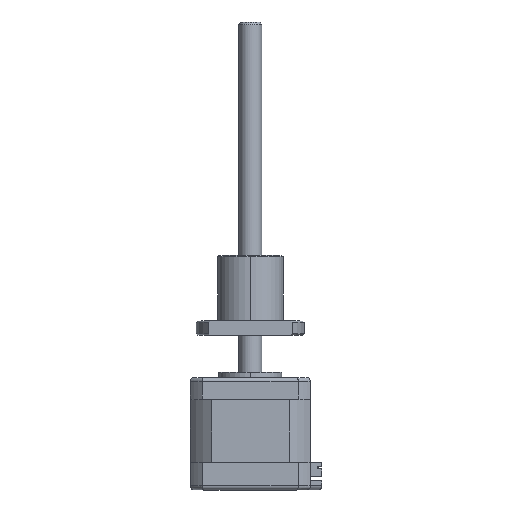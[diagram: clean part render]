
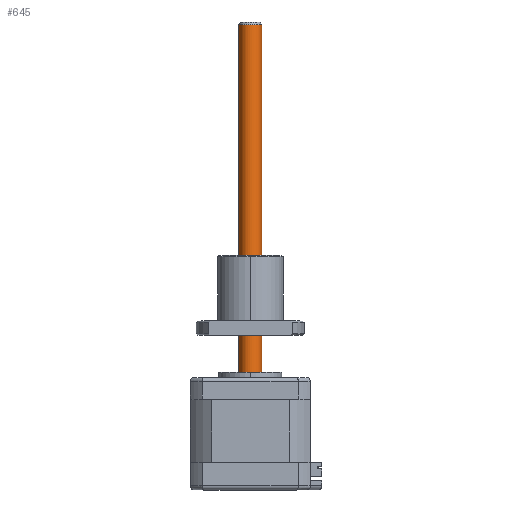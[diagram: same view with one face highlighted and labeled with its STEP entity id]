
A CAD part, top view. The second image highlights one B-rep face of the part: STEP entity #645.
In plain terms, the highlighted cylindrical face has radius 4 mm (diameter 8 mm), a partial arc.
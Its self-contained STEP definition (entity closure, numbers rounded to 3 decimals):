
#645 = ADVANCED_FACE ( 'NONE', ( #9039 ), #8732, .T. ) ;
#1322 = ORIENTED_EDGE ( 'NONE', *, *, #10178, .F. ) ;
#1636 = DIRECTION ( 'NONE',  ( 0., -1., 0. ) ) ;
#1730 = VECTOR ( 'NONE', #6930, 1000. ) ;
#1823 = LINE ( 'NONE', #9458, #8271 ) ;
#2136 = VERTEX_POINT ( 'NONE', #2335 ) ;
#2335 = CARTESIAN_POINT ( 'NONE',  ( -8.709, 141.843, 16.638 ) ) ;
#2952 = CARTESIAN_POINT ( 'NONE',  ( -4.709, 141.843, 16.638 ) ) ;
#3877 = DIRECTION ( 'NONE',  ( 1., 0., 0. ) ) ;
#3921 = EDGE_CURVE ( 'NONE', #9466, #2136, #6640, .T. ) ;
#4147 = LINE ( 'NONE', #6017, #1730 ) ;
#4322 = DIRECTION ( 'NONE',  ( -1., 0., 0. ) ) ;
#4811 = ORIENTED_EDGE ( 'NONE', *, *, #3921, .T. ) ;
#5176 = DIRECTION ( 'NONE',  ( 0., -1., 0. ) ) ;
#5829 = VERTEX_POINT ( 'NONE', #10868 ) ;
#5995 = VERTEX_POINT ( 'NONE', #6621 ) ;
#6017 = CARTESIAN_POINT ( 'NONE',  ( -0.709, 142.843, 16.638 ) ) ;
#6601 = CARTESIAN_POINT ( 'NONE',  ( -0.709, 141.843, 16.638 ) ) ;
#6621 = CARTESIAN_POINT ( 'NONE',  ( -0.709, 17.843, 16.638 ) ) ;
#6640 = CIRCLE ( 'NONE', #10543, 4. ) ;
#6930 = DIRECTION ( 'NONE',  ( 0., -1., 0. ) ) ;
#7373 = AXIS2_PLACEMENT_3D ( 'NONE', #10637, #5176, #11560 ) ;
#8051 = CARTESIAN_POINT ( 'NONE',  ( -4.709, 142.843, 16.638 ) ) ;
#8271 = VECTOR ( 'NONE', #8573, 1000. ) ;
#8416 = EDGE_CURVE ( 'NONE', #2136, #5829, #1823, .T. ) ;
#8573 = DIRECTION ( 'NONE',  ( 0., -1., 0. ) ) ;
#8732 = CYLINDRICAL_SURFACE ( 'NONE', #9579, 4. ) ;
#8963 = ORIENTED_EDGE ( 'NONE', *, *, #8416, .T. ) ;
#9039 = FACE_OUTER_BOUND ( 'NONE', #10929, .T. ) ;
#9121 = ORIENTED_EDGE ( 'NONE', *, *, #10213, .F. ) ;
#9367 = DIRECTION ( 'NONE',  ( 0., -1., 0. ) ) ;
#9458 = CARTESIAN_POINT ( 'NONE',  ( -8.709, 142.843, 16.638 ) ) ;
#9466 = VERTEX_POINT ( 'NONE', #6601 ) ;
#9579 = AXIS2_PLACEMENT_3D ( 'NONE', #8051, #1636, #4322 ) ;
#10178 = EDGE_CURVE ( 'NONE', #9466, #5995, #4147, .T. ) ;
#10213 = EDGE_CURVE ( 'NONE', #5995, #5829, #11152, .T. ) ;
#10543 = AXIS2_PLACEMENT_3D ( 'NONE', #2952, #9367, #3877 ) ;
#10637 = CARTESIAN_POINT ( 'NONE',  ( -4.709, 17.843, 16.638 ) ) ;
#10868 = CARTESIAN_POINT ( 'NONE',  ( -8.709, 17.843, 16.638 ) ) ;
#10929 = EDGE_LOOP ( 'NONE', ( #1322, #4811, #8963, #9121 ) ) ;
#11152 = CIRCLE ( 'NONE', #7373, 4. ) ;
#11560 = DIRECTION ( 'NONE',  ( -1., 0., 0. ) ) ;
